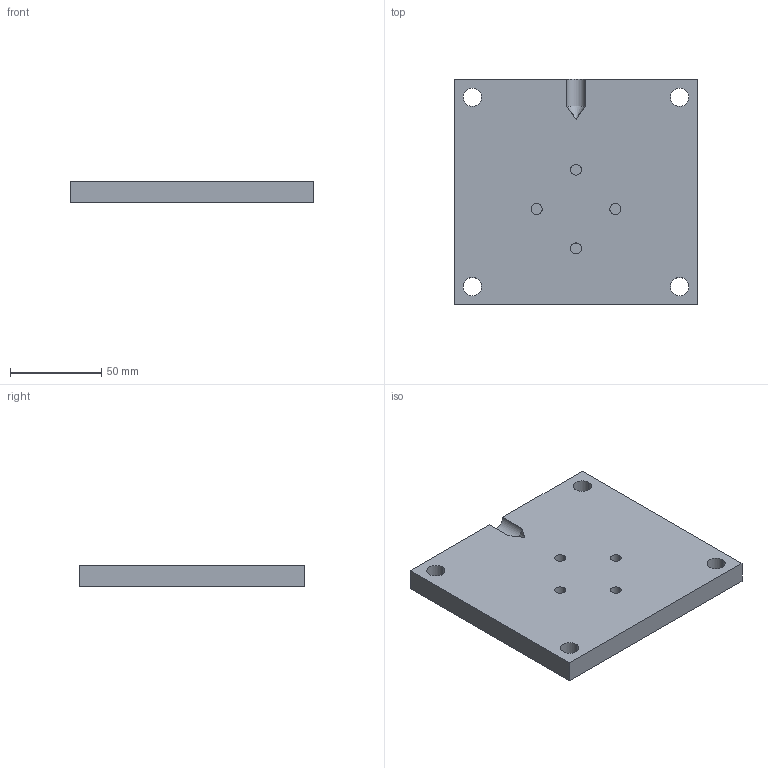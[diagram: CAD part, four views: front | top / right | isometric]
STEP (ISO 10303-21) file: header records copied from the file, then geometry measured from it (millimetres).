
FILE_DESCRIPTION (( 'STEP AP214' ), '1' );
FILE_NAME ('Moule 12-3 partie 1-.STEP', '2019-02-27T11:00:12', ( '' ), ( '' ), 'SwSTEP 2.0', 'SolidWorks 2018', '' );
FILE_SCHEMA (( 'AUTOMOTIVE_DESIGN' ));
Length unit declared in the file: millimetre
Products named in the file (1): Moule 12-3 partie 1-
Bounding box: 133.26 x 123.45 x 12 mm (x, y, z)
Volume: 192398.4 mm3; surface area: 40397.8 mm2
Topology: 1 solids, 1 shells, 28 faces, 68 edges, 45 vertices
Faces by surface type: cylinder 17, plane 10, cone 1
Entity records: 993 total; most frequent: DIRECTION 159, CARTESIAN_POINT 141, ORIENTED_EDGE 134, EDGE_CURVE 67, AXIS2_PLACEMENT_3D 63, VERTEX_POINT 45, EDGE_LOOP 40, CIRCLE 34
